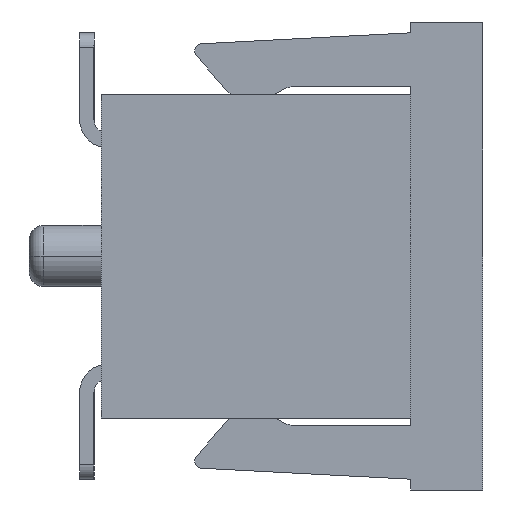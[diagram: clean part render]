
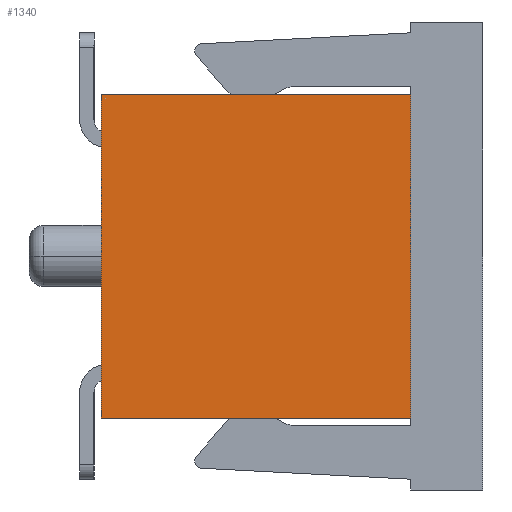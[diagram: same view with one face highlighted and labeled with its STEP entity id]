
A CAD part, left-side view. The second image highlights one B-rep face of the part: STEP entity #1340.
In plain terms, the highlighted planar face has unit normal (-1, 0, 0).
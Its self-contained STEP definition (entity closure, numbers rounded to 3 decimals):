
#53=CARTESIAN_POINT('',(-20.3,-2.,2.25));
#54=VERTEX_POINT('',#53);
#61=CARTESIAN_POINT('',(-20.3,-2.,-2.25));
#62=VERTEX_POINT('',#61);
#63=CARTESIAN_POINT('',(-20.3,-2.,2.25));
#64=DIRECTION('',(0.,0.,-1.));
#65=VECTOR('',#64,4.5);
#66=LINE('',#63,#65);
#67=EDGE_CURVE('',#54,#62,#66,.T.);
#1299=CARTESIAN_POINT('',(-20.3,2.3,-2.25));
#1300=VERTEX_POINT('',#1299);
#1301=CARTESIAN_POINT('',(-20.3,-2.,-2.25));
#1302=DIRECTION('',(0.,1.,0.));
#1303=VECTOR('',#1302,4.3);
#1304=LINE('',#1301,#1303);
#1305=EDGE_CURVE('',#62,#1300,#1304,.T.);
#1317=CARTESIAN_POINT('',(-20.3,-1.85,-2.25));
#1318=DIRECTION('',(0.,0.,1.));
#1319=DIRECTION('',(-1.,0.,0.));
#1320=AXIS2_PLACEMENT_3D('',#1317,#1319,#1318);
#1321=PLANE('',#1320);
#1322=CARTESIAN_POINT('',(-20.3,2.3,2.25));
#1323=VERTEX_POINT('',#1322);
#1324=CARTESIAN_POINT('',(-20.3,-2.,2.25));
#1325=DIRECTION('',(0.,1.,0.));
#1326=VECTOR('',#1325,4.3);
#1327=LINE('',#1324,#1326);
#1328=EDGE_CURVE('',#54,#1323,#1327,.T.);
#1329=ORIENTED_EDGE('',*,*,#1328,.T.);
#1330=CARTESIAN_POINT('',(-20.3,2.3,-2.25));
#1331=DIRECTION('',(0.,0.,1.));
#1332=VECTOR('',#1331,4.5);
#1333=LINE('',#1330,#1332);
#1334=EDGE_CURVE('',#1300,#1323,#1333,.T.);
#1335=ORIENTED_EDGE('',*,*,#1334,.F.);
#1336=ORIENTED_EDGE('',*,*,#1305,.F.);
#1337=ORIENTED_EDGE('',*,*,#67,.F.);
#1338=EDGE_LOOP('',(#1329,#1335,#1336,#1337));
#1339=FACE_OUTER_BOUND('',#1338,.T.);
#1340=ADVANCED_FACE('',(#1339),#1321,.T.);
